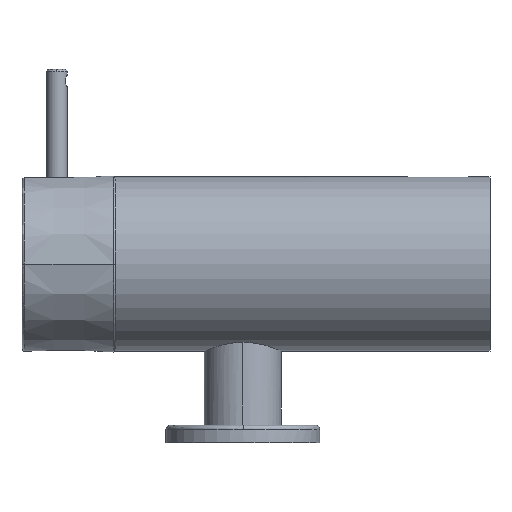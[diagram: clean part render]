
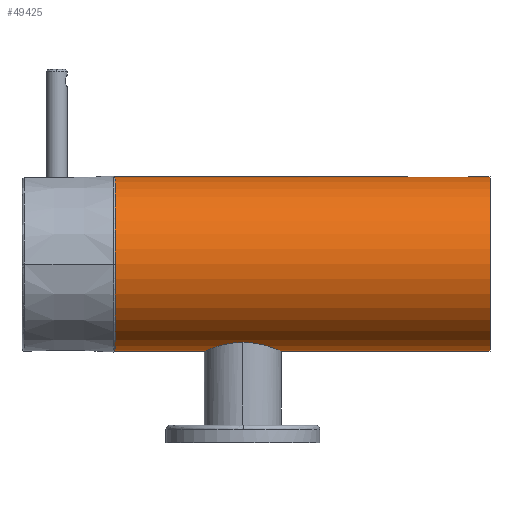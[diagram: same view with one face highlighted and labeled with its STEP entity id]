
A CAD part, left-side view. The second image highlights one B-rep face of the part: STEP entity #49425.
In plain terms, the highlighted cylindrical face has radius 30 mm (diameter 60 mm), a partial arc.
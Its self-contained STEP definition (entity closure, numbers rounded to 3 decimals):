
#360 = VERTEX_POINT ( 'NONE', #51589 ) ;
#493 = EDGE_CURVE ( 'NONE', #17440, #63938, #12636, .T. ) ;
#969 = CARTESIAN_POINT ( 'NONE',  ( -0.519, -83.936, 29.996 ) ) ;
#1610 = CARTESIAN_POINT ( 'NONE',  ( 0., 38., 30. ) ) ;
#1675 = DIRECTION ( 'NONE',  ( 0., 0., 1. ) ) ;
#2165 = ORIENTED_EDGE ( 'NONE', *, *, #61088, .T. ) ;
#2263 = CARTESIAN_POINT ( 'NONE',  ( 0., -62., 30. ) ) ;
#2356 = CARTESIAN_POINT ( 'NONE',  ( -1.936, -82.52, 29.938 ) ) ;
#3195 = B_SPLINE_CURVE_WITH_KNOTS ( 'NONE', 3,
 ( #52494, #59164, #32480, #41960, #43357, #53891, #64762, #16712, #47210, #38084, #63377, #9721, #31092, #58123 ),
 .UNSPECIFIED., .F., .F.,
 ( 4, 2, 2, 2, 2, 2, 4 ),
 ( 0., 0., 0.001, 0.001, 0.002, 0.002, 0.003 ),
 .UNSPECIFIED. ) ;
#4218 = CYLINDRICAL_SURFACE ( 'NONE', #19072, 30. ) ;
#4845 = EDGE_CURVE ( 'NONE', #7936, #360, #51031, .T. ) ;
#6229 = CARTESIAN_POINT ( 'NONE',  ( -2., -82.132, 29.933 ) ) ;
#6589 = CARTESIAN_POINT ( 'NONE',  ( -0.13, -84., 30. ) ) ;
#7710 = CARTESIAN_POINT ( 'NONE',  ( 0., -91., -30. ) ) ;
#7936 = VERTEX_POINT ( 'NONE', #35754 ) ;
#8721 = ORIENTED_EDGE ( 'NONE', *, *, #4845, .T. ) ;
#9074 = VERTEX_POINT ( 'NONE', #2263 ) ;
#9721 = CARTESIAN_POINT ( 'NONE',  ( -0.524, -62.052, 29.996 ) ) ;
#11588 = VERTEX_POINT ( 'NONE', #1610 ) ;
#12636 = LINE ( 'NONE', #7710, #22020 ) ;
#12881 = CARTESIAN_POINT ( 'NONE',  ( 0., -84., 30. ) ) ;
#13199 = DIRECTION ( 'NONE',  ( 0., 1., 0. ) ) ;
#13278 = CARTESIAN_POINT ( 'NONE',  ( 0., -91., 30. ) ) ;
#13614 = LINE ( 'NONE', #13278, #53039 ) ;
#13728 = DIRECTION ( 'NONE',  ( 0., 0., 1. ) ) ;
#14690 = EDGE_CURVE ( 'NONE', #360, #18464, #21135, .T. ) ;
#14949 = EDGE_CURVE ( 'NONE', #17440, #7936, #48729, .T. ) ;
#15991 = EDGE_LOOP ( 'NONE', ( #25077, #59525, #8721, #62984, #63962, #2165, #35841, #39317 ) ) ;
#16712 = CARTESIAN_POINT ( 'NONE',  ( -1.59, -62.78, 29.958 ) ) ;
#17021 = DIRECTION ( 'NONE',  ( 0., 1., 0. ) ) ;
#17440 = VERTEX_POINT ( 'NONE', #66013 ) ;
#17668 = VECTOR ( 'NONE', #13199, 1000. ) ;
#18068 = CARTESIAN_POINT ( 'NONE',  ( 0., -91., 0. ) ) ;
#18149 = DIRECTION ( 'NONE',  ( 0., -1., 0. ) ) ;
#18464 = VERTEX_POINT ( 'NONE', #67381 ) ;
#19072 = AXIS2_PLACEMENT_3D ( 'NONE', #29489, #45602, #13728 ) ;
#21135 = B_SPLINE_CURVE_WITH_KNOTS ( 'NONE', 3,
 ( #12881, #6589, #38473, #969, #50389, #34236, #27967, #39172, #43747, #44437, #55676, #54280, #65157, #59907, #2356, #45109, #6229, #54983 ),
 .UNSPECIFIED., .F., .F.,
 ( 4, 2, 2, 2, 2, 2, 2, 2, 4 ),
 ( 0.003, 0.004, 0.004, 0.004, 0.005, 0.005, 0.005, 0.006, 0.006 ),
 .UNSPECIFIED. ) ;
#22020 = VECTOR ( 'NONE', #43837, 1000. ) ;
#22998 = VECTOR ( 'NONE', #23834, 1000. ) ;
#23078 = CARTESIAN_POINT ( 'NONE',  ( 0., 38., 0. ) ) ;
#23158 = CARTESIAN_POINT ( 'NONE',  ( -2., -91., 29.933 ) ) ;
#23834 = DIRECTION ( 'NONE',  ( 0., 1., 0. ) ) ;
#25077 = ORIENTED_EDGE ( 'NONE', *, *, #493, .F. ) ;
#26366 = CIRCLE ( 'NONE', #43120, 30. ) ;
#27529 = DIRECTION ( 'NONE',  ( 0., 0., 1. ) ) ;
#27967 = CARTESIAN_POINT ( 'NONE',  ( -1.003, -83.735, 29.983 ) ) ;
#29489 = CARTESIAN_POINT ( 'NONE',  ( 0., -91., 0. ) ) ;
#31092 = CARTESIAN_POINT ( 'NONE',  ( -0.261, -62., 30. ) ) ;
#32480 = CARTESIAN_POINT ( 'NONE',  ( -1.987, -63.738, 29.934 ) ) ;
#34236 = CARTESIAN_POINT ( 'NONE',  ( -0.886, -83.798, 29.987 ) ) ;
#35754 = CARTESIAN_POINT ( 'NONE',  ( 0., -91., 30. ) ) ;
#35841 = ORIENTED_EDGE ( 'NONE', *, *, #64409, .T. ) ;
#38084 = CARTESIAN_POINT ( 'NONE',  ( -1.229, -62.401, 29.975 ) ) ;
#38473 = CARTESIAN_POINT ( 'NONE',  ( -0.263, -83.987, 29.999 ) ) ;
#39172 = CARTESIAN_POINT ( 'NONE',  ( -1.219, -83.591, 29.975 ) ) ;
#39317 = ORIENTED_EDGE ( 'NONE', *, *, #41200, .T. ) ;
#39662 = VERTEX_POINT ( 'NONE', #44513 ) ;
#39717 = CARTESIAN_POINT ( 'NONE',  ( 0., 38., -30. ) ) ;
#40858 = EDGE_CURVE ( 'NONE', #18464, #39662, #55414, .T. ) ;
#41200 = EDGE_CURVE ( 'NONE', #11588, #63938, #26366, .T. ) ;
#41960 = CARTESIAN_POINT ( 'NONE',  ( -1.936, -63.482, 29.937 ) ) ;
#43120 = AXIS2_PLACEMENT_3D ( 'NONE', #23078, #18149, #1675 ) ;
#43357 = CARTESIAN_POINT ( 'NONE',  ( -1.898, -63.355, 29.94 ) ) ;
#43747 = CARTESIAN_POINT ( 'NONE',  ( -1.32, -83.508, 29.971 ) ) ;
#43837 = DIRECTION ( 'NONE',  ( 0., 1., 0. ) ) ;
#44251 = AXIS2_PLACEMENT_3D ( 'NONE', #18068, #17021, #27529 ) ;
#44437 = CARTESIAN_POINT ( 'NONE',  ( -1.507, -83.321, 29.962 ) ) ;
#44513 = CARTESIAN_POINT ( 'NONE',  ( -2., -64., 29.933 ) ) ;
#45109 = CARTESIAN_POINT ( 'NONE',  ( -1.987, -82.264, 29.934 ) ) ;
#45602 = DIRECTION ( 'NONE',  ( 0., 1., 0. ) ) ;
#47210 = CARTESIAN_POINT ( 'NONE',  ( -1.506, -62.677, 29.962 ) ) ;
#48729 = CIRCLE ( 'NONE', #44251, 30. ) ;
#49425 = ADVANCED_FACE ( 'NONE', ( #68421 ), #4218, .T. ) ;
#50084 = DIRECTION ( 'NONE',  ( 0., 1., 0. ) ) ;
#50389 = CARTESIAN_POINT ( 'NONE',  ( -0.644, -83.898, 29.993 ) ) ;
#51031 = LINE ( 'NONE', #66513, #17668 ) ;
#51589 = CARTESIAN_POINT ( 'NONE',  ( 0., -84., 30. ) ) ;
#52494 = CARTESIAN_POINT ( 'NONE',  ( -2., -64., 29.933 ) ) ;
#53039 = VECTOR ( 'NONE', #50084, 1000. ) ;
#53891 = CARTESIAN_POINT ( 'NONE',  ( -1.797, -63.113, 29.946 ) ) ;
#54280 = CARTESIAN_POINT ( 'NONE',  ( -1.735, -83.004, 29.95 ) ) ;
#54983 = CARTESIAN_POINT ( 'NONE',  ( -2., -82., 29.933 ) ) ;
#55414 = LINE ( 'NONE', #23158, #22998 ) ;
#55676 = CARTESIAN_POINT ( 'NONE',  ( -1.59, -83.22, 29.958 ) ) ;
#58123 = CARTESIAN_POINT ( 'NONE',  ( 0., -62., 30. ) ) ;
#59164 = CARTESIAN_POINT ( 'NONE',  ( -2., -63.868, 29.933 ) ) ;
#59525 = ORIENTED_EDGE ( 'NONE', *, *, #14949, .T. ) ;
#59907 = CARTESIAN_POINT ( 'NONE',  ( -1.898, -82.645, 29.94 ) ) ;
#61088 = EDGE_CURVE ( 'NONE', #39662, #9074, #3195, .T. ) ;
#62984 = ORIENTED_EDGE ( 'NONE', *, *, #14690, .T. ) ;
#63377 = CARTESIAN_POINT ( 'NONE',  ( -1.006, -62.252, 29.984 ) ) ;
#63938 = VERTEX_POINT ( 'NONE', #39717 ) ;
#63962 = ORIENTED_EDGE ( 'NONE', *, *, #40858, .T. ) ;
#64409 = EDGE_CURVE ( 'NONE', #9074, #11588, #13614, .T. ) ;
#64762 = CARTESIAN_POINT ( 'NONE',  ( -1.736, -62.998, 29.95 ) ) ;
#65157 = CARTESIAN_POINT ( 'NONE',  ( -1.797, -82.887, 29.946 ) ) ;
#66013 = CARTESIAN_POINT ( 'NONE',  ( 0., -91., -30. ) ) ;
#66513 = CARTESIAN_POINT ( 'NONE',  ( 0., -91., 30. ) ) ;
#67381 = CARTESIAN_POINT ( 'NONE',  ( -2., -82., 29.933 ) ) ;
#68421 = FACE_OUTER_BOUND ( 'NONE', #15991, .T. ) ;
